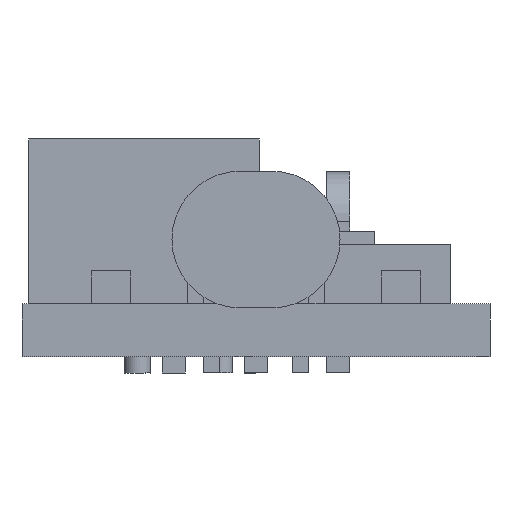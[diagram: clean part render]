
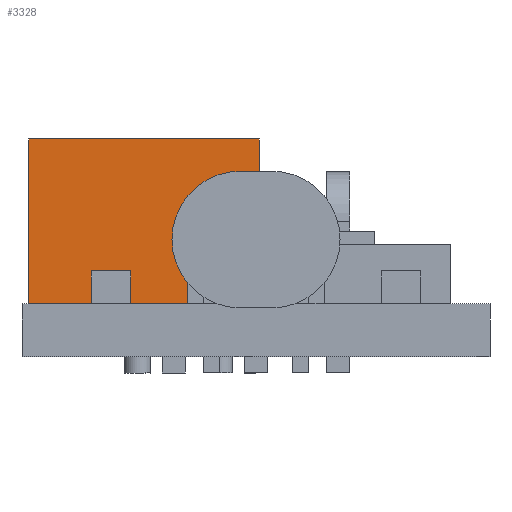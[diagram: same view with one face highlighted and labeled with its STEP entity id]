
A CAD part, front view. The second image highlights one B-rep face of the part: STEP entity #3328.
In plain terms, the highlighted face is planar.
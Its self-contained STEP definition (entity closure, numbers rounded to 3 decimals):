
#193=PLANE('',#3548);
#365=FACE_OUTER_BOUND('',#545,.T.);
#545=EDGE_LOOP('',(#2862,#2863,#2864,#2865));
#952=LINE('',#5222,#1353);
#957=LINE('',#5232,#1358);
#962=LINE('',#5241,#1363);
#963=LINE('',#5243,#1364);
#1353=VECTOR('',#4319,7.);
#1358=VECTOR('',#4326,5.);
#1363=VECTOR('',#4335,5.);
#1364=VECTOR('',#4338,7.);
#1688=VERTEX_POINT('',#5220);
#1689=VERTEX_POINT('',#5221);
#1693=VERTEX_POINT('',#5230);
#1695=VERTEX_POINT('',#5239);
#2110=EDGE_CURVE('',#1688,#1689,#952,.T.);
#2115=EDGE_CURVE('',#1688,#1693,#957,.T.);
#2120=EDGE_CURVE('',#1689,#1695,#962,.T.);
#2121=EDGE_CURVE('',#1693,#1695,#963,.T.);
#2862=ORIENTED_EDGE('',*,*,#2121,.T.);
#2863=ORIENTED_EDGE('',*,*,#2120,.F.);
#2864=ORIENTED_EDGE('',*,*,#2110,.F.);
#2865=ORIENTED_EDGE('',*,*,#2115,.T.);
#3328=ADVANCED_FACE('',(#365),#193,.F.);
#3548=AXIS2_PLACEMENT_3D('',#5242,#4336,#4337);
#4319=DIRECTION('',(0.,1.,0.));
#4326=DIRECTION('',(0.,0.,-1.));
#4335=DIRECTION('',(0.,0.,-1.));
#4336=DIRECTION('center_axis',(-1.,0.,0.));
#4337=DIRECTION('ref_axis',(0.,-1.,0.));
#4338=DIRECTION('',(0.,1.,0.));
#5220=CARTESIAN_POINT('',(3.75,-6.9,6.6));
#5221=CARTESIAN_POINT('',(3.75,0.1,6.6));
#5222=CARTESIAN_POINT('',(3.75,-6.9,6.6));
#5230=CARTESIAN_POINT('',(3.75,-6.9,1.6));
#5232=CARTESIAN_POINT('',(3.75,-6.9,6.6));
#5239=CARTESIAN_POINT('',(3.75,0.1,1.6));
#5241=CARTESIAN_POINT('',(3.75,0.1,6.6));
#5242=CARTESIAN_POINT('Origin',(3.75,-6.9,6.6));
#5243=CARTESIAN_POINT('',(3.75,-6.9,1.6));
